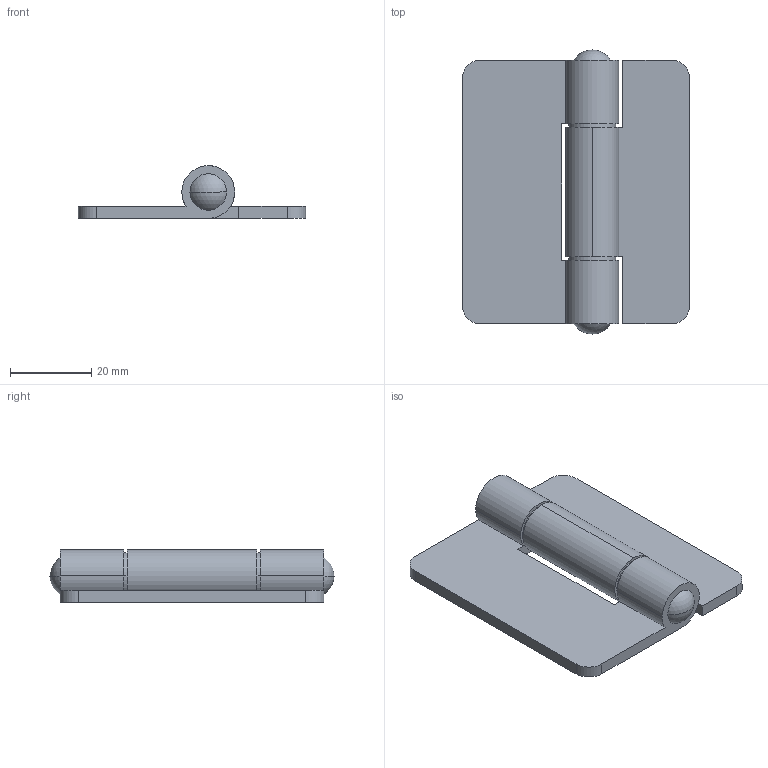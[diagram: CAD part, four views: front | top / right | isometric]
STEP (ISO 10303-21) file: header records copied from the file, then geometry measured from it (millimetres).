
FILE_DESCRIPTION (( 'STEP AP203' ), '1' );
FILE_NAME ('B-2-A-1.STEP', '2008-12-10T01:24:23', ( ' ' ), ( ' ' ), 'SwSTEP 2.0', 'SolidWorks 2007', '' );
FILE_SCHEMA (( 'CONFIG_CONTROL_DESIGN' ));
Length unit declared in the file: millimetre
Products named in the file (5): B-2-A-1儚僢僔儍乕B_棉太倌; B-2-A-1咁毆B_蹬怮椔; B-2-A-1; B-2-A-1僔儍僼僩_棉太倌; B-2-A-1咁毆A_蹬怮椔
Assembly tree (5 placements, depth 2):
  B-2-A-1
    B-2-A-1儚僢僔儍乕B_棉太倌  x2
    B-2-A-1咁毆A_蹬怮椔
    B-2-A-1僔儍僼僩_棉太倌
    B-2-A-1咁毆B_蹬怮椔
Bounding box: 56 x 70 x 13 mm (x, y, z)
Volume: 16736.4 mm3; surface area: 12748.7 mm2
Topology: 5 solids, 5 shells, 55 faces, 131 edges, 88 vertices
Faces by surface type: cylinder 28, plane 23, sphere 4
Entity records: 2036 total; most frequent: DIRECTION 289, CARTESIAN_POINT 256, ORIENTED_EDGE 238, EDGE_CURVE 119, AXIS2_PLACEMENT_3D 113, VERTEX_POINT 80, VECTOR 63, LINE 63
